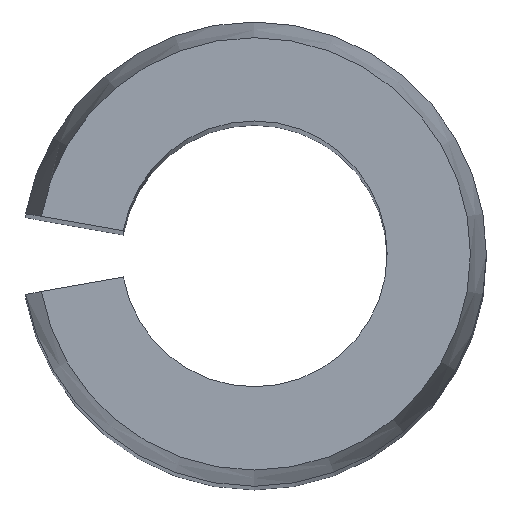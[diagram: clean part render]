
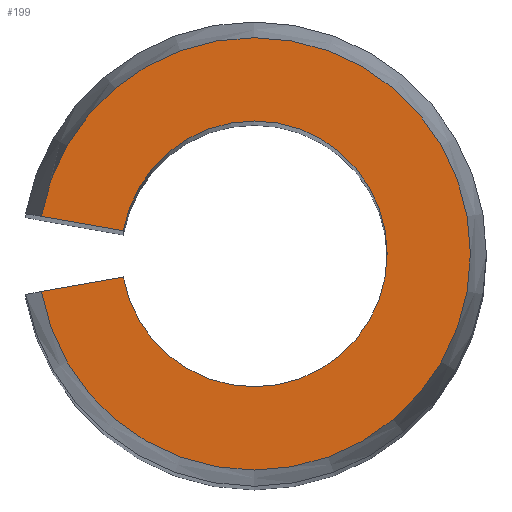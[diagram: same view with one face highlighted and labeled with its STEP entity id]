
A CAD part, top view. The second image highlights one B-rep face of the part: STEP entity #199.
In plain terms, the highlighted planar face has unit normal (0, 0, 1).
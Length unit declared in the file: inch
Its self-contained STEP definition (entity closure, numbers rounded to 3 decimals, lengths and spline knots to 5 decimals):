
#17 = AXIS2_PLACEMENT_3D ( 'NONE', #223, #220, #340 ) ;
#25 = ORIENTED_EDGE ( 'NONE', *, *, #241, .T. ) ;
#27 = VECTOR ( 'NONE', #106, 39.37008 ) ;
#46 = FACE_OUTER_BOUND ( 'NONE', #124, .T. ) ;
#57 = VERTEX_POINT ( 'NONE', #122 ) ;
#59 = CARTESIAN_POINT ( 'NONE',  ( -0.06007, 0.01059, 0.34375 ) ) ;
#68 = EDGE_CURVE ( 'NONE', #248, #237, #198, .T. ) ;
#87 = PLANE ( 'NONE',  #191 ) ;
#106 = DIRECTION ( 'NONE',  ( -0.985, -0.174, 0. ) ) ;
#120 = CARTESIAN_POINT ( 'NONE',  ( -0.03693, -0.00651, 0.34375 ) ) ;
#122 = CARTESIAN_POINT ( 'NONE',  ( -0.03693, 0.00651, 0.34375 ) ) ;
#124 = EDGE_LOOP ( 'NONE', ( #321, #325, #25, #312 ) ) ;
#129 = CIRCLE ( 'NONE', #17, 0.0375 ) ;
#139 = DIRECTION ( 'NONE',  ( 0.985, -0.174, 0. ) ) ;
#140 = CARTESIAN_POINT ( 'NONE',  ( 0., 0., 0.34375 ) ) ;
#144 = VERTEX_POINT ( 'NONE', #59 ) ;
#146 = DIRECTION ( 'NONE',  ( -1., 0., 0. ) ) ;
#151 = VECTOR ( 'NONE', #139, 39.37008 ) ;
#157 = DIRECTION ( 'NONE',  ( 0., 0., -1. ) ) ;
#159 = CARTESIAN_POINT ( 'NONE',  ( 0., 0., 0.34375 ) ) ;
#165 = CARTESIAN_POINT ( 'NONE',  ( -0.0645, 0.01137, 0.34375 ) ) ;
#191 = AXIS2_PLACEMENT_3D ( 'NONE', #140, #238, #192 ) ;
#192 = DIRECTION ( 'NONE',  ( 1., 0., 0. ) ) ;
#198 = LINE ( 'NONE', #120, #27 ) ;
#199 = ADVANCED_FACE ( 'NONE', ( #46 ), #87, .T. ) ;
#207 = AXIS2_PLACEMENT_3D ( 'NONE', #159, #157, #146 ) ;
#220 = DIRECTION ( 'NONE',  ( 0., 0., -1. ) ) ;
#223 = CARTESIAN_POINT ( 'NONE',  ( 0., 0., 0.34375 ) ) ;
#237 = VERTEX_POINT ( 'NONE', #334 ) ;
#238 = DIRECTION ( 'NONE',  ( 0., 0., 1. ) ) ;
#241 = EDGE_CURVE ( 'NONE', #57, #248, #129, .T. ) ;
#248 = VERTEX_POINT ( 'NONE', #335 ) ;
#286 = EDGE_CURVE ( 'NONE', #144, #237, #297, .T. ) ;
#291 = LINE ( 'NONE', #165, #151 ) ;
#292 = EDGE_CURVE ( 'NONE', #144, #57, #291, .T. ) ;
#297 = CIRCLE ( 'NONE', #207, 0.061 ) ;
#312 = ORIENTED_EDGE ( 'NONE', *, *, #68, .T. ) ;
#321 = ORIENTED_EDGE ( 'NONE', *, *, #286, .F. ) ;
#325 = ORIENTED_EDGE ( 'NONE', *, *, #292, .T. ) ;
#334 = CARTESIAN_POINT ( 'NONE',  ( -0.06007, -0.01059, 0.34375 ) ) ;
#335 = CARTESIAN_POINT ( 'NONE',  ( -0.03693, -0.00651, 0.34375 ) ) ;
#340 = DIRECTION ( 'NONE',  ( 1., 0., 0. ) ) ;
